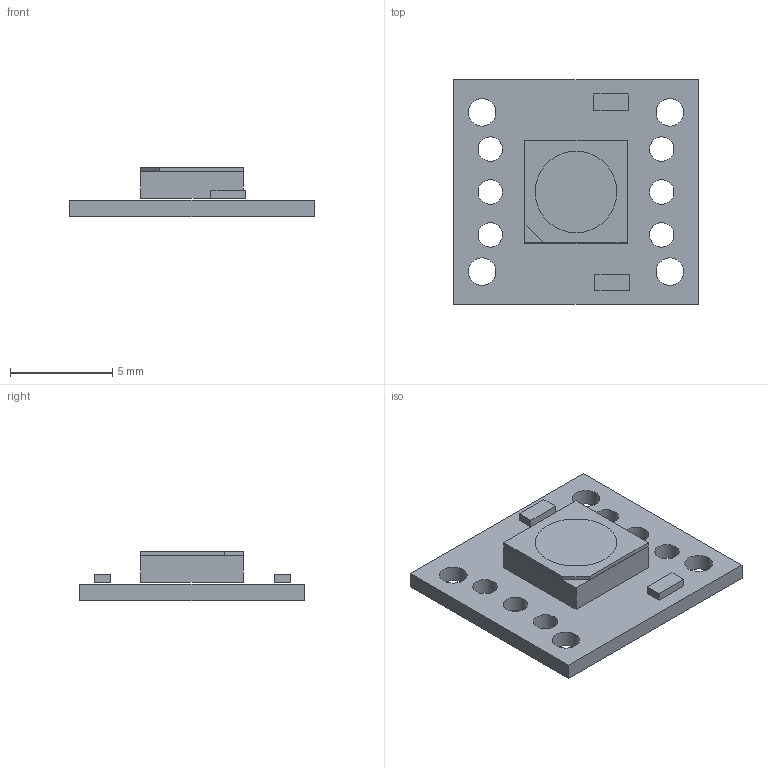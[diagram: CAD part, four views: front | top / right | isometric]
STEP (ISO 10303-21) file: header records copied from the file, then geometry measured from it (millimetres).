
FILE_DESCRIPTION(('Open CASCADE Model'),'2;1');
FILE_NAME('Open CASCADE Shape Model','2013-07-12T15:21:51',('Author'),( 'Open CASCADE'),'Open CASCADE STEP processor 6.2','Open CASCADE 6.2' ,'Unknown');
FILE_SCHEMA(('AUTOMOTIVE_DESIGN { 1 0 10303 214 1 1 1 1 }'));
Length unit declared in the file: millimetre
Products named in the file (13): PCB; Board; LED1; 631113392; Extruded; 621075336; Cylinder; 631864096; C1; 631113136; R1
Assembly tree (13 placements, depth 4):
  PCB
    Board
    LED1
      631113392
        Extruded
      621075336
        Cylinder
      631864096
        Extruded
    C1
      631113136
        Extruded
    R1
      631113136
        Extruded
Bounding box: 12 x 11 x 2.41 mm (x, y, z)
Volume: 138.1 mm3; surface area: 475.1 mm2
Topology: 6 solids, 6 shells, 44 faces, 96 edges, 64 vertices
Faces by surface type: plane 33, cylinder 11
Full cylindrical faces by diameter (mm): 1.2 x6, 1.35 x4, 4 x1
Entity records: 2525 total; most frequent: CARTESIAN_POINT 494, DIRECTION 354, LINE 206, VECTOR 206, ORIENTED_EDGE 168, PCURVE 168, DEFINITIONAL_REPRESENTATION 168, EDGE_CURVE 84
